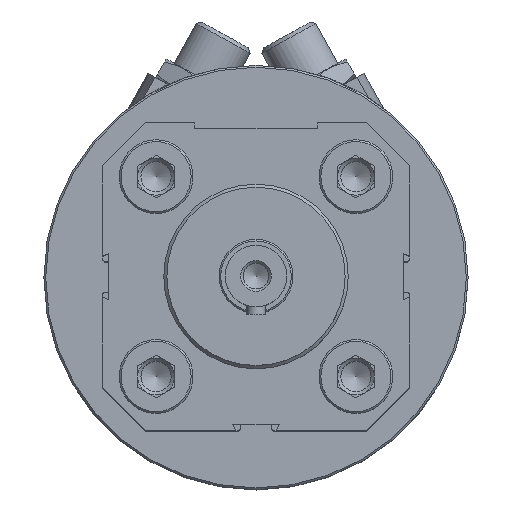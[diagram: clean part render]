
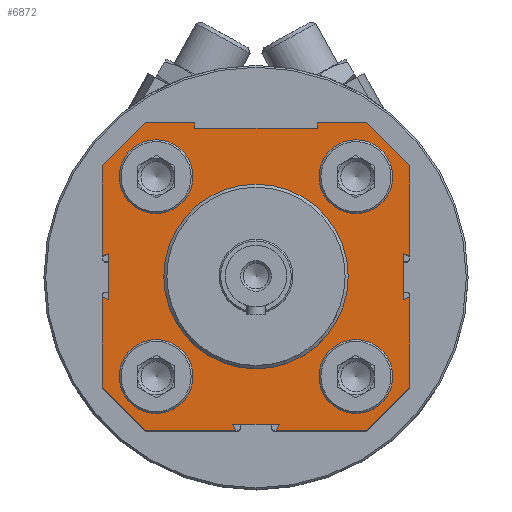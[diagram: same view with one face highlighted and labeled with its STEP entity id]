
A CAD part, top view. The second image highlights one B-rep face of the part: STEP entity #6872.
In plain terms, the highlighted face is planar.
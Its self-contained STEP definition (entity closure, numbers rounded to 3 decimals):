
#362=LINE('',#10494,#923);
#363=LINE('',#10497,#924);
#364=LINE('',#10499,#925);
#365=LINE('',#10501,#926);
#366=LINE('',#10503,#927);
#367=LINE('',#10505,#928);
#368=LINE('',#10507,#929);
#369=LINE('',#10509,#930);
#370=LINE('',#10511,#931);
#371=LINE('',#10513,#932);
#372=LINE('',#10515,#933);
#373=LINE('',#10517,#934);
#374=LINE('',#10519,#935);
#375=LINE('',#10521,#936);
#376=LINE('',#10523,#937);
#377=LINE('',#10525,#938);
#378=LINE('',#10527,#939);
#379=LINE('',#10529,#940);
#380=LINE('',#10531,#941);
#381=LINE('',#10533,#942);
#382=LINE('',#10535,#943);
#383=LINE('',#10537,#944);
#384=LINE('',#10539,#945);
#385=LINE('',#10541,#946);
#923=VECTOR('',#8281,1000.);
#924=VECTOR('',#8282,1000.);
#925=VECTOR('',#8283,1000.);
#926=VECTOR('',#8284,1000.);
#927=VECTOR('',#8285,1000.);
#928=VECTOR('',#8286,1000.);
#929=VECTOR('',#8287,1000.);
#930=VECTOR('',#8288,1000.);
#931=VECTOR('',#8289,1000.);
#932=VECTOR('',#8290,1000.);
#933=VECTOR('',#8291,1000.);
#934=VECTOR('',#8292,1000.);
#935=VECTOR('',#8293,1000.);
#936=VECTOR('',#8294,1000.);
#937=VECTOR('',#8295,1000.);
#938=VECTOR('',#8296,1000.);
#939=VECTOR('',#8297,1000.);
#940=VECTOR('',#8298,1000.);
#941=VECTOR('',#8299,1000.);
#942=VECTOR('',#8300,1000.);
#943=VECTOR('',#8301,1000.);
#944=VECTOR('',#8302,1000.);
#945=VECTOR('',#8303,1000.);
#946=VECTOR('',#8304,1000.);
#1484=ORIENTED_EDGE('',*,*,#3404,.F.);
#1485=ORIENTED_EDGE('',*,*,#3405,.F.);
#1486=ORIENTED_EDGE('',*,*,#3406,.F.);
#1487=ORIENTED_EDGE('',*,*,#3407,.F.);
#1488=ORIENTED_EDGE('',*,*,#3408,.F.);
#1489=ORIENTED_EDGE('',*,*,#3409,.F.);
#1490=ORIENTED_EDGE('',*,*,#3410,.F.);
#1491=ORIENTED_EDGE('',*,*,#3411,.F.);
#1492=ORIENTED_EDGE('',*,*,#3412,.F.);
#1493=ORIENTED_EDGE('',*,*,#3413,.F.);
#1494=ORIENTED_EDGE('',*,*,#3414,.F.);
#1495=ORIENTED_EDGE('',*,*,#3415,.F.);
#1496=ORIENTED_EDGE('',*,*,#3416,.F.);
#1497=ORIENTED_EDGE('',*,*,#3417,.F.);
#1498=ORIENTED_EDGE('',*,*,#3418,.F.);
#1499=ORIENTED_EDGE('',*,*,#3419,.F.);
#1500=ORIENTED_EDGE('',*,*,#3420,.F.);
#1501=ORIENTED_EDGE('',*,*,#3421,.F.);
#1502=ORIENTED_EDGE('',*,*,#3422,.F.);
#1503=ORIENTED_EDGE('',*,*,#3423,.F.);
#1504=ORIENTED_EDGE('',*,*,#3424,.F.);
#1505=ORIENTED_EDGE('',*,*,#3425,.F.);
#1506=ORIENTED_EDGE('',*,*,#3426,.F.);
#1507=ORIENTED_EDGE('',*,*,#3427,.F.);
#1508=ORIENTED_EDGE('',*,*,#3428,.F.);
#1509=ORIENTED_EDGE('',*,*,#3429,.F.);
#1510=ORIENTED_EDGE('',*,*,#3430,.F.);
#1511=ORIENTED_EDGE('',*,*,#3431,.F.);
#1512=ORIENTED_EDGE('',*,*,#3432,.F.);
#3404=EDGE_CURVE('',#4364,#4364,#5045,.T.);
#3405=EDGE_CURVE('',#4365,#4365,#5046,.T.);
#3406=EDGE_CURVE('',#4366,#4366,#5047,.F.);
#3407=EDGE_CURVE('',#4367,#4368,#362,.T.);
#3408=EDGE_CURVE('',#4369,#4367,#363,.T.);
#3409=EDGE_CURVE('',#4370,#4369,#364,.T.);
#3410=EDGE_CURVE('',#4371,#4370,#365,.T.);
#3411=EDGE_CURVE('',#4372,#4371,#366,.T.);
#3412=EDGE_CURVE('',#4373,#4372,#367,.T.);
#3413=EDGE_CURVE('',#4374,#4373,#368,.T.);
#3414=EDGE_CURVE('',#4375,#4374,#369,.T.);
#3415=EDGE_CURVE('',#4376,#4375,#370,.T.);
#3416=EDGE_CURVE('',#4377,#4376,#371,.T.);
#3417=EDGE_CURVE('',#4378,#4377,#372,.T.);
#3418=EDGE_CURVE('',#4379,#4378,#373,.T.);
#3419=EDGE_CURVE('',#4380,#4379,#374,.T.);
#3420=EDGE_CURVE('',#4381,#4380,#375,.T.);
#3421=EDGE_CURVE('',#4382,#4381,#376,.T.);
#3422=EDGE_CURVE('',#4383,#4382,#377,.T.);
#3423=EDGE_CURVE('',#4384,#4383,#378,.T.);
#3424=EDGE_CURVE('',#4385,#4384,#379,.T.);
#3425=EDGE_CURVE('',#4386,#4385,#380,.T.);
#3426=EDGE_CURVE('',#4387,#4386,#381,.T.);
#3427=EDGE_CURVE('',#4388,#4387,#382,.T.);
#3428=EDGE_CURVE('',#4389,#4388,#383,.T.);
#3429=EDGE_CURVE('',#4390,#4389,#384,.T.);
#3430=EDGE_CURVE('',#4368,#4390,#385,.T.);
#3431=EDGE_CURVE('',#4391,#4391,#5048,.T.);
#3432=EDGE_CURVE('',#4392,#4392,#5049,.T.);
#4364=VERTEX_POINT('',#10489);
#4365=VERTEX_POINT('',#10491);
#4366=VERTEX_POINT('',#10493);
#4367=VERTEX_POINT('',#10495);
#4368=VERTEX_POINT('',#10496);
#4369=VERTEX_POINT('',#10498);
#4370=VERTEX_POINT('',#10500);
#4371=VERTEX_POINT('',#10502);
#4372=VERTEX_POINT('',#10504);
#4373=VERTEX_POINT('',#10506);
#4374=VERTEX_POINT('',#10508);
#4375=VERTEX_POINT('',#10510);
#4376=VERTEX_POINT('',#10512);
#4377=VERTEX_POINT('',#10514);
#4378=VERTEX_POINT('',#10516);
#4379=VERTEX_POINT('',#10518);
#4380=VERTEX_POINT('',#10520);
#4381=VERTEX_POINT('',#10522);
#4382=VERTEX_POINT('',#10524);
#4383=VERTEX_POINT('',#10526);
#4384=VERTEX_POINT('',#10528);
#4385=VERTEX_POINT('',#10530);
#4386=VERTEX_POINT('',#10532);
#4387=VERTEX_POINT('',#10534);
#4388=VERTEX_POINT('',#10536);
#4389=VERTEX_POINT('',#10538);
#4390=VERTEX_POINT('',#10540);
#4391=VERTEX_POINT('',#10543);
#4392=VERTEX_POINT('',#10545);
#5045=CIRCLE('',#7446,6.);
#5046=CIRCLE('',#7447,6.);
#5047=CIRCLE('',#7448,15.);
#5048=CIRCLE('',#7449,6.);
#5049=CIRCLE('',#7450,6.);
#5408=EDGE_LOOP('',(#1484));
#5409=EDGE_LOOP('',(#1485));
#5410=EDGE_LOOP('',(#1486));
#5411=EDGE_LOOP('',(#1487,#1488,#1489,#1490,#1491,#1492,#1493,#1494,#1495,
#1496,#1497,#1498,#1499,#1500,#1501,#1502,#1503,#1504,#1505,#1506,#1507,
#1508,#1509,#1510));
#5412=EDGE_LOOP('',(#1511));
#5413=EDGE_LOOP('',(#1512));
#6017=FACE_BOUND('',#5408,.T.);
#6018=FACE_BOUND('',#5409,.T.);
#6019=FACE_BOUND('',#5410,.T.);
#6020=FACE_BOUND('',#5411,.T.);
#6021=FACE_BOUND('',#5412,.T.);
#6022=FACE_BOUND('',#5413,.T.);
#6636=PLANE('',#7445);
#6872=ADVANCED_FACE('',(#6017,#6018,#6019,#6020,#6021,#6022),#6636,.F.);
#7445=AXIS2_PLACEMENT_3D('',#10487,#8273,#8274);
#7446=AXIS2_PLACEMENT_3D('',#10488,#8275,#8276);
#7447=AXIS2_PLACEMENT_3D('',#10490,#8277,#8278);
#7448=AXIS2_PLACEMENT_3D('',#10492,#8279,#8280);
#7449=AXIS2_PLACEMENT_3D('',#10542,#8305,#8306);
#7450=AXIS2_PLACEMENT_3D('',#10544,#8307,#8308);
#8273=DIRECTION('',(1.,0.,0.));
#8274=DIRECTION('',(0.,0.,-1.));
#8275=DIRECTION('',(-1.,0.,0.));
#8276=DIRECTION('',(0.,0.,1.));
#8277=DIRECTION('',(-1.,0.,0.));
#8278=DIRECTION('',(0.,0.,1.));
#8279=DIRECTION('',(1.,0.,0.));
#8280=DIRECTION('',(0.,0.,-1.));
#8281=DIRECTION('',(0.,-1.,0.));
#8282=DIRECTION('',(0.,0.429,0.903));
#8283=DIRECTION('',(0.,-1.,0.));
#8284=DIRECTION('',(0.,0.429,-0.903));
#8285=DIRECTION('',(0.,-1.,0.));
#8286=DIRECTION('',(0.,-0.707,0.707));
#8287=DIRECTION('',(0.,0.,1.));
#8288=DIRECTION('',(0.,0.996,0.087));
#8289=DIRECTION('',(0.,0.,1.));
#8290=DIRECTION('',(0.,-0.996,0.087));
#8291=DIRECTION('',(0.,0.,1.));
#8292=DIRECTION('',(0.,0.707,0.707));
#8293=DIRECTION('',(0.,1.,0.));
#8294=DIRECTION('',(0.,-0.429,-0.903));
#8295=DIRECTION('',(0.,1.,0.));
#8296=DIRECTION('',(0.,-0.429,0.903));
#8297=DIRECTION('',(0.,1.,0.));
#8298=DIRECTION('',(0.,0.707,-0.707));
#8299=DIRECTION('',(0.,0.,-1.));
#8300=DIRECTION('',(0.,-0.903,0.429));
#8301=DIRECTION('',(0.,0.,-1.));
#8302=DIRECTION('',(0.,0.903,0.429));
#8303=DIRECTION('',(0.,0.,-1.));
#8304=DIRECTION('',(0.,-0.707,-0.707));
#8305=DIRECTION('',(-1.,0.,0.));
#8306=DIRECTION('',(0.,0.,1.));
#8307=DIRECTION('',(-1.,0.,0.));
#8308=DIRECTION('',(0.,0.,1.));
#10487=CARTESIAN_POINT('',(-160.8,0.,0.));
#10488=CARTESIAN_POINT('',(-160.8,-16.25,16.25));
#10489=CARTESIAN_POINT('',(-160.8,-16.25,22.25));
#10490=CARTESIAN_POINT('',(-160.8,16.25,-16.25));
#10491=CARTESIAN_POINT('',(-160.8,16.25,-10.25));
#10492=CARTESIAN_POINT('',(-160.8,0.,0.));
#10493=CARTESIAN_POINT('',(-160.8,0.,-15.));
#10494=CARTESIAN_POINT('',(-160.8,-3.275,25.));
#10495=CARTESIAN_POINT('',(-160.8,-3.275,25.));
#10496=CARTESIAN_POINT('',(-160.8,-18.,25.));
#10497=CARTESIAN_POINT('',(-160.8,-3.75,24.));
#10498=CARTESIAN_POINT('',(-160.8,-3.75,24.));
#10499=CARTESIAN_POINT('',(-160.8,3.75,24.));
#10500=CARTESIAN_POINT('',(-160.8,3.75,24.));
#10501=CARTESIAN_POINT('',(-160.8,3.275,25.));
#10502=CARTESIAN_POINT('',(-160.8,3.275,25.));
#10503=CARTESIAN_POINT('',(-160.8,18.,25.));
#10504=CARTESIAN_POINT('',(-160.8,18.,25.));
#10505=CARTESIAN_POINT('',(-160.8,25.,18.));
#10506=CARTESIAN_POINT('',(-160.8,25.,18.));
#10507=CARTESIAN_POINT('',(-160.8,25.,10.));
#10508=CARTESIAN_POINT('',(-160.8,25.,10.));
#10509=CARTESIAN_POINT('',(-160.8,24.1,9.921));
#10510=CARTESIAN_POINT('',(-160.8,24.1,9.921));
#10511=CARTESIAN_POINT('',(-160.8,24.1,-9.921));
#10512=CARTESIAN_POINT('',(-160.8,24.1,-9.921));
#10513=CARTESIAN_POINT('',(-160.8,25.,-10.));
#10514=CARTESIAN_POINT('',(-160.8,25.,-10.));
#10515=CARTESIAN_POINT('',(-160.8,25.,-18.));
#10516=CARTESIAN_POINT('',(-160.8,25.,-18.));
#10517=CARTESIAN_POINT('',(-160.8,18.,-25.));
#10518=CARTESIAN_POINT('',(-160.8,18.,-25.));
#10519=CARTESIAN_POINT('',(-160.8,3.275,-25.));
#10520=CARTESIAN_POINT('',(-160.8,3.275,-25.));
#10521=CARTESIAN_POINT('',(-160.8,3.75,-24.));
#10522=CARTESIAN_POINT('',(-160.8,3.75,-24.));
#10523=CARTESIAN_POINT('',(-160.8,-3.75,-24.));
#10524=CARTESIAN_POINT('',(-160.8,-3.75,-24.));
#10525=CARTESIAN_POINT('',(-160.8,-3.275,-25.));
#10526=CARTESIAN_POINT('',(-160.8,-3.275,-25.));
#10527=CARTESIAN_POINT('',(-160.8,-18.,-25.));
#10528=CARTESIAN_POINT('',(-160.8,-18.,-25.));
#10529=CARTESIAN_POINT('',(-160.8,-25.,-18.));
#10530=CARTESIAN_POINT('',(-160.8,-25.,-18.));
#10531=CARTESIAN_POINT('',(-160.8,-25.,-3.275));
#10532=CARTESIAN_POINT('',(-160.8,-25.,-3.275));
#10533=CARTESIAN_POINT('',(-160.8,-24.,-3.75));
#10534=CARTESIAN_POINT('',(-160.8,-24.,-3.75));
#10535=CARTESIAN_POINT('',(-160.8,-24.,3.75));
#10536=CARTESIAN_POINT('',(-160.8,-24.,3.75));
#10537=CARTESIAN_POINT('',(-160.8,-25.,3.275));
#10538=CARTESIAN_POINT('',(-160.8,-25.,3.275));
#10539=CARTESIAN_POINT('',(-160.8,-25.,18.));
#10540=CARTESIAN_POINT('',(-160.8,-25.,18.));
#10541=CARTESIAN_POINT('',(-160.8,-18.,25.));
#10542=CARTESIAN_POINT('',(-160.8,-16.25,-16.25));
#10543=CARTESIAN_POINT('',(-160.8,-16.25,-10.25));
#10544=CARTESIAN_POINT('',(-160.8,16.25,16.25));
#10545=CARTESIAN_POINT('',(-160.8,16.25,22.25));
